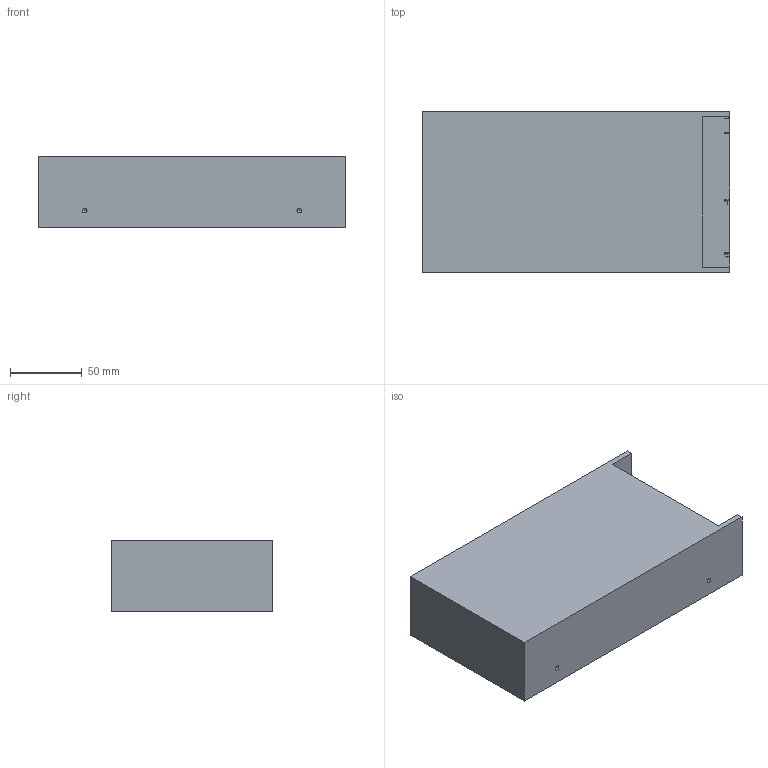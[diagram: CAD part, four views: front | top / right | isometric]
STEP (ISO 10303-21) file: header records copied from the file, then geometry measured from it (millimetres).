
FILE_DESCRIPTION(/* description */ (''),/* implementation_level */ '2;1');
FILE_NAME(/* name */ '24V15A power supply.stp',/* time_stamp */ '2022-04-08T19:46:04-04:00',/* author */ ('Coy'),/* organization */ (''),/* preprocessor_version */ 'ST-DEVELOPER v18.1',/* originating_system */ 'Autodesk Inventor 2022',/* authorisation */ '');
FILE_SCHEMA (('AUTOMOTIVE_DESIGN { 1 0 10303 214 3 1 1 }'));
Length unit declared in the file: millimetre
Products named in the file (1): 24V15A power supply
Bounding box: 215 x 113 x 50 mm (x, y, z)
Volume: 1174429.4 mm3; surface area: 82742.3 mm2
Topology: 1 solids, 1 shells, 113 faces, 292 edges, 194 vertices
Faces by surface type: plane 81, bspline 20, cylinder 10, cone 2
Full cylindrical faces by diameter (mm): 3 x4, 3.2 x4, 3.3 x2
Entity records: 4264 total; most frequent: CARTESIAN_POINT 1450, ORIENTED_EDGE 580, DIRECTION 458, EDGE_CURVE 290, LINE 230, VECTOR 230, VERTEX_POINT 194, EDGE_LOOP 128
